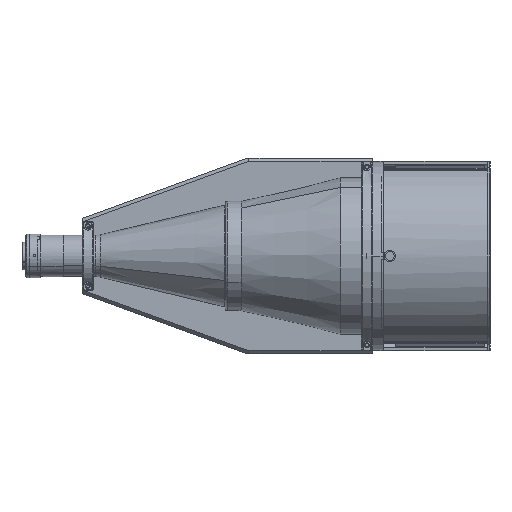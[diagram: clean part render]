
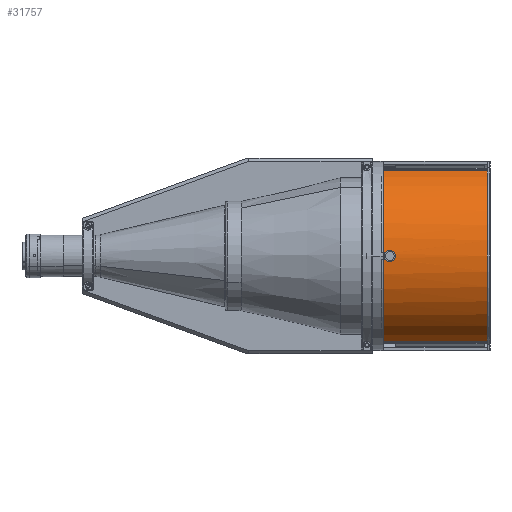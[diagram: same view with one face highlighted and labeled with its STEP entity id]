
A CAD part, left-side view. The second image highlights one B-rep face of the part: STEP entity #31757.
In plain terms, the highlighted cylindrical face has radius 85 mm (diameter 170 mm), a partial arc.
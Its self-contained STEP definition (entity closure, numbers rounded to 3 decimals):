
#312 = CARTESIAN_POINT ( 'NONE',  ( -311.06, -95.18, 2.309 ) ) ;
#482 = CARTESIAN_POINT ( 'NONE',  ( -311.043, -94.59, 1.206 ) ) ;
#648 = CARTESIAN_POINT ( 'NONE',  ( -311.062, -95.251, 2.664 ) ) ;
#974 = LINE ( 'NONE', #14164, #2066 ) ;
#1209 = CARTESIAN_POINT ( 'NONE',  ( -311.018, -92.519, 0.274 ) ) ;
#1490 = CARTESIAN_POINT ( 'NONE',  ( -257.904, -85.519, 81.834 ) ) ;
#1837 = ORIENTED_EDGE ( 'NONE', *, *, #27954, .T. ) ;
#2066 = VECTOR ( 'NONE', #24729, 1000. ) ;
#2478 = CARTESIAN_POINT ( 'NONE',  ( -257.904, -184.519, 81.834 ) ) ;
#2902 = CARTESIAN_POINT ( 'NONE',  ( -311.029, -93.9, 5.408 ) ) ;
#3076 = CARTESIAN_POINT ( 'NONE',  ( -311.06, -95.181, 3.736 ) ) ;
#3149 = VERTEX_POINT ( 'NONE', #1209 ) ;
#3212 = DIRECTION ( 'NONE',  ( -1., 0., 0. ) ) ;
#3243 = CARTESIAN_POINT ( 'NONE',  ( -311.021, -93.234, 5.685 ) ) ;
#3729 = CARTESIAN_POINT ( 'NONE',  ( -226.062, -85.519, 3.024 ) ) ;
#4329 = EDGE_CURVE ( 'NONE', #3149, #10708, #5244, .T. ) ;
#5244 = B_SPLINE_CURVE_WITH_KNOTS ( 'NONE', 3,
 ( #16438, #29927, #22140, #26994, #24406, #19544, #26814, #5678, #19196, #482, #14009, #21975, #32700, #8805, #312, #648, #16097, #19028, #24747, #3076, #24572, #16778, #26649, #32025, #13506, #29763, #8291, #2902, #24068, #10907, #3243, #6196, #21464, #11240 ),
 .UNSPECIFIED., .F., .F.,
 ( 4, 2, 2, 2, 2, 2, 2, 2, 2, 2, 2, 2, 2, 2, 2, 2, 4 ),
 ( 0., 0.001, 0.001, 0.002, 0.002, 0.003, 0.003, 0.004, 0.004, 0.005, 0.005, 0.006, 0.006, 0.007, 0.008, 0.008, 0.009 ),
 .UNSPECIFIED. ) ;
#5245 = DIRECTION ( 'NONE',  ( -1., 0., 0. ) ) ;
#5289 = ORIENTED_EDGE ( 'NONE', *, *, #13942, .F. ) ;
#5678 = CARTESIAN_POINT ( 'NONE',  ( -311.034, -94.195, 0.836 ) ) ;
#6121 = ORIENTED_EDGE ( 'NONE', *, *, #22581, .T. ) ;
#6196 = CARTESIAN_POINT ( 'NONE',  ( -311.018, -92.882, 5.755 ) ) ;
#6756 = CIRCLE ( 'NONE', #26686, 85. ) ;
#7274 = EDGE_CURVE ( 'NONE', #10422, #16410, #20568, .T. ) ;
#8291 = CARTESIAN_POINT ( 'NONE',  ( -311.034, -94.197, 5.209 ) ) ;
#8548 = DIRECTION ( 'NONE',  ( 1., 0., 0. ) ) ;
#8784 = ORIENTED_EDGE ( 'NONE', *, *, #4329, .F. ) ;
#8805 = CARTESIAN_POINT ( 'NONE',  ( -311.058, -95.127, 2.136 ) ) ;
#9280 = DIRECTION ( 'NONE',  ( -1., 0., 0. ) ) ;
#9504 = CARTESIAN_POINT ( 'NONE',  ( -311.018, -85.519, 0.274 ) ) ;
#10422 = VERTEX_POINT ( 'NONE', #21936 ) ;
#10708 = VERTEX_POINT ( 'NONE', #18099 ) ;
#10907 = CARTESIAN_POINT ( 'NONE',  ( -311.022, -93.406, 5.633 ) ) ;
#11240 = CARTESIAN_POINT ( 'NONE',  ( -311.018, -92.519, 5.774 ) ) ;
#11847 = VECTOR ( 'NONE', #15753, 1000. ) ;
#12134 = CYLINDRICAL_SURFACE ( 'NONE', #26960, 85. ) ;
#12431 = VERTEX_POINT ( 'NONE', #9504 ) ;
#12960 = CARTESIAN_POINT ( 'NONE',  ( -226.062, -184.519, 3.024 ) ) ;
#13506 = CARTESIAN_POINT ( 'NONE',  ( -311.043, -94.593, 4.838 ) ) ;
#13942 = EDGE_CURVE ( 'NONE', #16410, #15991, #974, .T. ) ;
#14009 = CARTESIAN_POINT ( 'NONE',  ( -311.046, -94.704, 1.344 ) ) ;
#14164 = CARTESIAN_POINT ( 'NONE',  ( -257.904, -184.519, -75.787 ) ) ;
#14794 = CARTESIAN_POINT ( 'NONE',  ( -311.018, -85.519, 5.774 ) ) ;
#14889 = CARTESIAN_POINT ( 'NONE',  ( -226.062, -184.519, 3.024 ) ) ;
#15203 = VERTEX_POINT ( 'NONE', #1490 ) ;
#15753 = DIRECTION ( 'NONE',  ( 0., -1., 0. ) ) ;
#15991 = VERTEX_POINT ( 'NONE', #21487 ) ;
#16097 = CARTESIAN_POINT ( 'NONE',  ( -311.062, -95.268, 2.842 ) ) ;
#16410 = VERTEX_POINT ( 'NONE', #27242 ) ;
#16425 = ORIENTED_EDGE ( 'NONE', *, *, #19523, .F. ) ;
#16438 = CARTESIAN_POINT ( 'NONE',  ( -311.018, -92.519, 0.274 ) ) ;
#16778 = CARTESIAN_POINT ( 'NONE',  ( -311.054, -94.991, 4.24 ) ) ;
#16799 = DIRECTION ( 'NONE',  ( 0., 1., 0. ) ) ;
#18099 = CARTESIAN_POINT ( 'NONE',  ( -311.018, -92.519, 5.774 ) ) ;
#18168 = AXIS2_PLACEMENT_3D ( 'NONE', #3729, #29894, #9280 ) ;
#18424 = CARTESIAN_POINT ( 'NONE',  ( -226.062, -85.519, 3.024 ) ) ;
#19028 = CARTESIAN_POINT ( 'NONE',  ( -311.062, -95.269, 3.201 ) ) ;
#19196 = CARTESIAN_POINT ( 'NONE',  ( -311.037, -94.336, 0.952 ) ) ;
#19354 = ORIENTED_EDGE ( 'NONE', *, *, #30541, .T. ) ;
#19523 = EDGE_CURVE ( 'NONE', #12431, #3149, #23892, .T. ) ;
#19544 = CARTESIAN_POINT ( 'NONE',  ( -311.026, -93.738, 0.552 ) ) ;
#20370 = CIRCLE ( 'NONE', #18168, 85. ) ;
#20568 = CIRCLE ( 'NONE', #27768, 85. ) ;
#21450 = EDGE_CURVE ( 'NONE', #10708, #22354, #22672, .T. ) ;
#21464 = CARTESIAN_POINT ( 'NONE',  ( -311.018, -92.7, 5.774 ) ) ;
#21487 = CARTESIAN_POINT ( 'NONE',  ( -257.904, -85.519, -75.787 ) ) ;
#21542 = FACE_OUTER_BOUND ( 'NONE', #32709, .T. ) ;
#21936 = CARTESIAN_POINT ( 'NONE',  ( -257.904, -184.519, 81.834 ) ) ;
#21975 = CARTESIAN_POINT ( 'NONE',  ( -311.051, -94.905, 1.645 ) ) ;
#22140 = CARTESIAN_POINT ( 'NONE',  ( -311.018, -92.879, 0.291 ) ) ;
#22354 = VERTEX_POINT ( 'NONE', #14794 ) ;
#22581 = EDGE_CURVE ( 'NONE', #12431, #15991, #6756, .T. ) ;
#22672 = LINE ( 'NONE', #28029, #29394 ) ;
#23527 = DIRECTION ( 'NONE',  ( 0., -1., 0. ) ) ;
#23651 = DIRECTION ( 'NONE',  ( 0., 1., 0. ) ) ;
#23892 = LINE ( 'NONE', #33931, #11847 ) ;
#24068 = CARTESIAN_POINT ( 'NONE',  ( -311.026, -93.739, 5.495 ) ) ;
#24406 = CARTESIAN_POINT ( 'NONE',  ( -311.022, -93.405, 0.414 ) ) ;
#24572 = CARTESIAN_POINT ( 'NONE',  ( -311.058, -95.129, 3.907 ) ) ;
#24729 = DIRECTION ( 'NONE',  ( 0., 1., 0. ) ) ;
#24747 = CARTESIAN_POINT ( 'NONE',  ( -311.062, -95.251, 3.383 ) ) ;
#26585 = ORIENTED_EDGE ( 'NONE', *, *, #21450, .F. ) ;
#26649 = CARTESIAN_POINT ( 'NONE',  ( -311.051, -94.905, 4.401 ) ) ;
#26686 = AXIS2_PLACEMENT_3D ( 'NONE', #18424, #29501, #5245 ) ;
#26814 = CARTESIAN_POINT ( 'NONE',  ( -311.029, -93.896, 0.637 ) ) ;
#26960 = AXIS2_PLACEMENT_3D ( 'NONE', #14889, #30646, #8548 ) ;
#26994 = CARTESIAN_POINT ( 'NONE',  ( -311.021, -93.23, 0.361 ) ) ;
#27242 = CARTESIAN_POINT ( 'NONE',  ( -257.904, -184.519, -75.787 ) ) ;
#27768 = AXIS2_PLACEMENT_3D ( 'NONE', #12960, #23527, #3212 ) ;
#27954 = EDGE_CURVE ( 'NONE', #10422, #15203, #31070, .T. ) ;
#28029 = CARTESIAN_POINT ( 'NONE',  ( -311.018, -184.519, 5.774 ) ) ;
#29394 = VECTOR ( 'NONE', #16799, 1000. ) ;
#29501 = DIRECTION ( 'NONE',  ( 0., -1., 0. ) ) ;
#29763 = CARTESIAN_POINT ( 'NONE',  ( -311.037, -94.336, 5.095 ) ) ;
#29894 = DIRECTION ( 'NONE',  ( 0., -1., 0. ) ) ;
#29927 = CARTESIAN_POINT ( 'NONE',  ( -311.018, -92.7, 0.274 ) ) ;
#30541 = EDGE_CURVE ( 'NONE', #15203, #22354, #20370, .T. ) ;
#30646 = DIRECTION ( 'NONE',  ( 0., 1., 0. ) ) ;
#31070 = LINE ( 'NONE', #2478, #31900 ) ;
#31277 = ORIENTED_EDGE ( 'NONE', *, *, #7274, .F. ) ;
#31757 = ADVANCED_FACE ( 'NONE', ( #21542 ), #12134, .T. ) ;
#31900 = VECTOR ( 'NONE', #23651, 1000. ) ;
#32025 = CARTESIAN_POINT ( 'NONE',  ( -311.046, -94.706, 4.699 ) ) ;
#32700 = CARTESIAN_POINT ( 'NONE',  ( -311.054, -94.99, 1.805 ) ) ;
#32709 = EDGE_LOOP ( 'NONE', ( #8784, #16425, #6121, #5289, #31277, #1837, #19354, #26585 ) ) ;
#33931 = CARTESIAN_POINT ( 'NONE',  ( -311.018, -184.519, 0.274 ) ) ;
